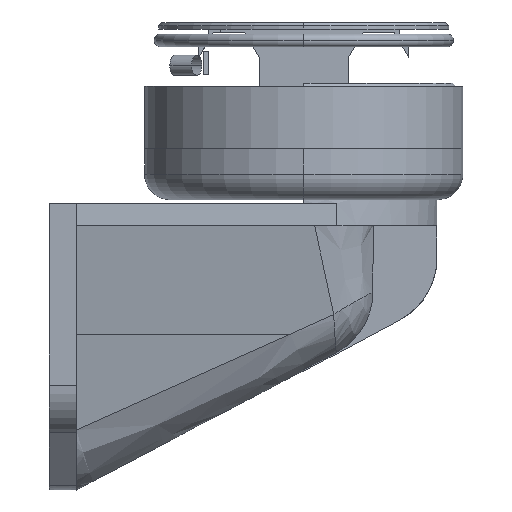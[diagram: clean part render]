
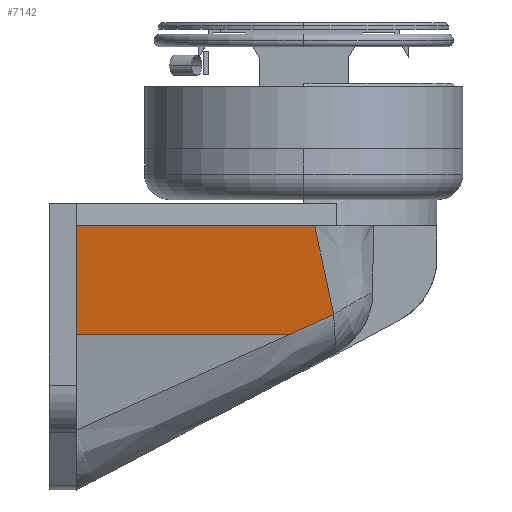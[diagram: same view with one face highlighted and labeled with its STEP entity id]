
A CAD part, left-side view. The second image highlights one B-rep face of the part: STEP entity #7142.
In plain terms, the highlighted free-form (B-spline) face has degree [3, 3] with [4, 4] control points.
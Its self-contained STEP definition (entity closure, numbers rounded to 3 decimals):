
#7081=CARTESIAN_POINT('',(-206.461,157.757,-90.814));
#7082=CARTESIAN_POINT('',(-207.714,157.757,-84.92));
#7083=CARTESIAN_POINT('',(-208.966,157.757,-79.027));
#7084=CARTESIAN_POINT('',(-210.219,157.757,-73.134));
#7085=CARTESIAN_POINT('',(-203.89,143.73,-90.814));
#7086=CARTESIAN_POINT('',(-205.143,143.73,-84.92));
#7087=CARTESIAN_POINT('',(-206.395,143.73,-79.027));
#7088=CARTESIAN_POINT('',(-207.648,143.73,-73.134));
#7089=CARTESIAN_POINT('',(-201.319,129.704,-90.814));
#7090=CARTESIAN_POINT('',(-202.572,129.704,-84.92));
#7091=CARTESIAN_POINT('',(-203.825,129.704,-79.027));
#7092=CARTESIAN_POINT('',(-205.077,129.704,-73.134));
#7093=CARTESIAN_POINT('',(-198.749,115.678,-90.814));
#7094=CARTESIAN_POINT('',(-200.001,115.678,-84.92));
#7095=CARTESIAN_POINT('',(-201.254,115.678,-79.027));
#7096=CARTESIAN_POINT('',(-202.507,115.678,-73.134));
#7097=B_SPLINE_SURFACE_WITH_KNOTS('',3,3,((#7081,#7085,#7089,#7093),(#7082,#7086,#7090,#7094),(#7083,#7087,#7091,#7095),(#7084,#7088,#7092,#7096)),.UNSPECIFIED.,.F.,.F.,.F.,(4,4),(4,4),(-0.02,1.02),(-0.008,0.383),.UNSPECIFIED.);
#7098=CARTESIAN_POINT('',(-206.385,156.947,-90.474));
#7099=VERTEX_POINT('',#7098);
#7100=CARTESIAN_POINT('',(-200.22,123.309,-90.474));
#7101=VERTEX_POINT('',#7100);
#7102=CARTESIAN_POINT('',(-206.385,156.947,-90.474));
#7103=DIRECTION('',(0.18,-0.984,0.));
#7104=VECTOR('',#7103,34.198);
#7105=LINE('',#7102,#7104);
#7106=EDGE_CURVE('',#7099,#7101,#7105,.T.);
#7107=ORIENTED_EDGE('',*,*,#7106,.T.);
#7108=CARTESIAN_POINT('',(-199.619,116.487,-87.417));
#7109=VERTEX_POINT('',#7108);
#7110=CARTESIAN_POINT('',(-199.619,116.487,-87.417));
#7111=CARTESIAN_POINT('',(-199.819,118.761,-88.436));
#7112=CARTESIAN_POINT('',(-200.019,121.035,-89.455));
#7113=CARTESIAN_POINT('',(-200.22,123.309,-90.474));
#7114=B_SPLINE_CURVE_WITH_KNOTS('',3,(#7110,#7111,#7112,#7113),.UNSPECIFIED.,.F.,.U.,(4,4),(0.0,0.295),.UNSPECIFIED.);
#7115=EDGE_CURVE('',#7109,#7101,#7114,.T.);
#7116=ORIENTED_EDGE('',*,*,#7115,.F.);
#7117=CARTESIAN_POINT('',(-203.134,119.493,-73.474));
#7118=VERTEX_POINT('',#7117);
#7119=CARTESIAN_POINT('',(-199.619,116.487,-87.417));
#7120=CARTESIAN_POINT('',(-200.791,117.489,-82.769));
#7121=CARTESIAN_POINT('',(-201.962,118.491,-78.121));
#7122=CARTESIAN_POINT('',(-203.134,119.493,-73.474));
#7123=B_SPLINE_CURVE_WITH_KNOTS('',3,(#7119,#7120,#7121,#7122),.UNSPECIFIED.,.F.,.U.,(4,4),(0.0,0.578),.UNSPECIFIED.);
#7124=EDGE_CURVE('',#7109,#7118,#7123,.T.);
#7125=ORIENTED_EDGE('',*,*,#7124,.T.);
#7126=CARTESIAN_POINT('',(-209.998,156.947,-73.474));
#7127=VERTEX_POINT('',#7126);
#7128=CARTESIAN_POINT('',(-209.998,156.947,-73.474));
#7129=DIRECTION('',(0.18,-0.984,0.));
#7130=VECTOR('',#7129,38.078);
#7131=LINE('',#7128,#7130);
#7132=EDGE_CURVE('',#7127,#7118,#7131,.T.);
#7133=ORIENTED_EDGE('',*,*,#7132,.F.);
#7134=CARTESIAN_POINT('',(-206.385,156.947,-90.474));
#7135=DIRECTION('',(-0.208,0.0,0.978));
#7136=VECTOR('',#7135,17.38);
#7137=LINE('',#7134,#7136);
#7138=EDGE_CURVE('',#7099,#7127,#7137,.T.);
#7139=ORIENTED_EDGE('',*,*,#7138,.F.);
#7140=EDGE_LOOP('',(#7107,#7116,#7125,#7133,#7139));
#7141=FACE_OUTER_BOUND('',#7140,.T.);
#7142=ADVANCED_FACE('',(#7141),#7097,.F.);
